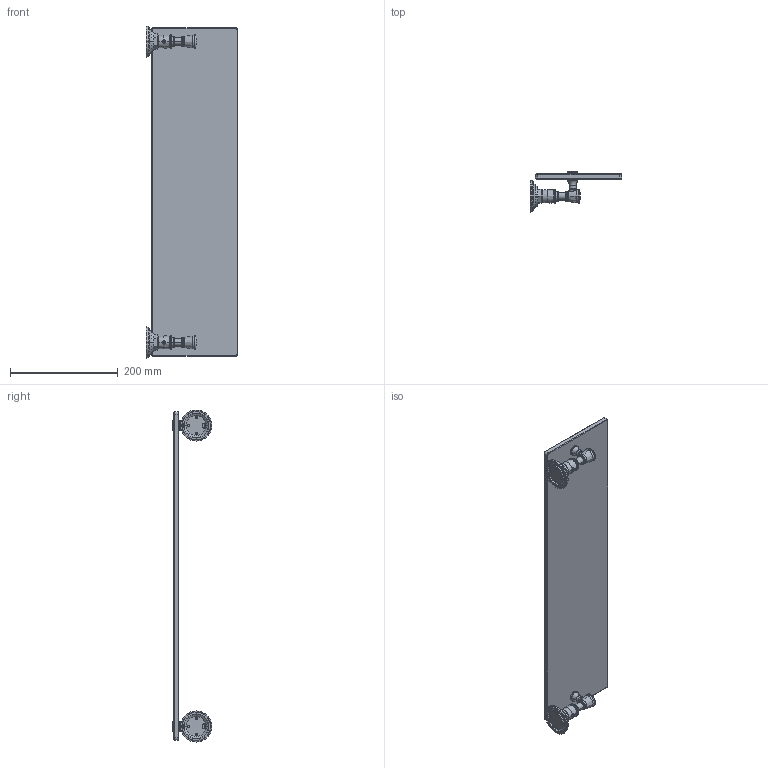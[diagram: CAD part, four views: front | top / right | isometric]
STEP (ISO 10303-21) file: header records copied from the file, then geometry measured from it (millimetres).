
FILE_DESCRIPTION((''),'2;1');
FILE_NAME('4934T-24','2014-06-10T',('ravindrashirol'),(''),'PRO/ENGINEER BY PARAMETRIC TECHNOLOGY CORPORATION, 2012230','PRO/ENGINEER BY PARAMETRIC TECHNOLOGY CORPORATION, 2012230','');
FILE_SCHEMA(('CONFIG_CONTROL_DESIGN'));
Products named in the file (1): 4934T-24
Bounding box: 169.59 x 73.62 x 616.49 mm (x, y, z)
Volume: 983744.7 mm3; surface area: 276235.4 mm2
Topology: 7 solids, 31 shells, 2278 faces, 6924 edges, 4710 vertices
Faces by surface type: plane 1142, cylinder 562, cone 226, torus 172, bspline 150, revolution 24, extrusion 2
Entity records: 97949 total; most frequent: CARTESIAN_POINT 42005, ORIENTED_EDGE 12976, DIRECTION 9392, EDGE_CURVE 6898, VERTEX_POINT 4710, AXIS2_PLACEMENT_3D 3655, B_SPLINE_CURVE_WITH_KNOTS 3316, EDGE_LOOP 2364
